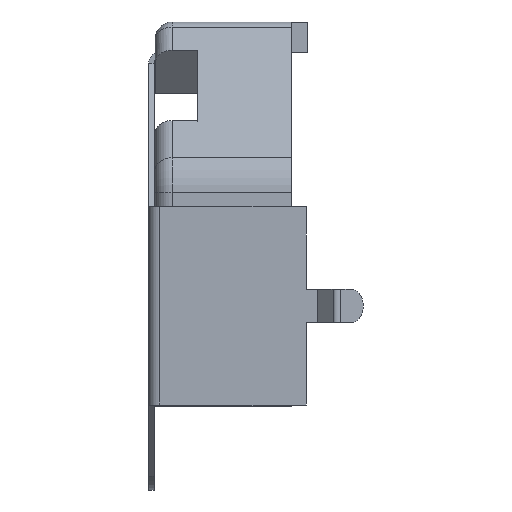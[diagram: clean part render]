
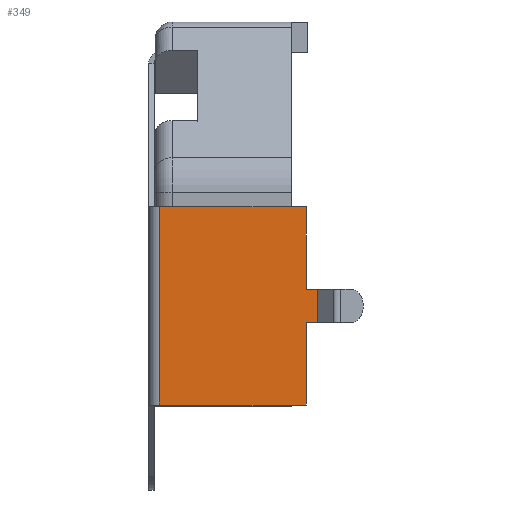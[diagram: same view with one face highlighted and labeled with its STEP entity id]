
A CAD part, left-side view. The second image highlights one B-rep face of the part: STEP entity #349.
In plain terms, the highlighted planar face has unit normal (-1, 0, 0).
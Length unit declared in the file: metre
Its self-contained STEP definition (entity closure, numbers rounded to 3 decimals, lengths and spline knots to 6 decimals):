
#349 = ADVANCED_FACE( 'NONE', ( #750 ), #751, .F. );
#750 = FACE_OUTER_BOUND( '', #1217, .T. );
#751 = PLANE( '', #1218 );
#1217 = EDGE_LOOP( '', ( #2047, #2048, #2049, #2050, #2051, #2052, #2053, #2054 ) );
#1218 = AXIS2_PLACEMENT_3D( '', #2055, #2056, #2057 );
#2047 = ORIENTED_EDGE( '', *, *, #3121, .F. );
#2048 = ORIENTED_EDGE( '', *, *, #3134, .T. );
#2049 = ORIENTED_EDGE( '', *, *, #3185, .T. );
#2050 = ORIENTED_EDGE( '', *, *, #3186, .T. );
#2051 = ORIENTED_EDGE( '', *, *, #3101, .T. );
#2052 = ORIENTED_EDGE( '', *, *, #3187, .T. );
#2053 = ORIENTED_EDGE( '', *, *, #3188, .T. );
#2054 = ORIENTED_EDGE( '', *, *, #3189, .T. );
#2055 = CARTESIAN_POINT( '', ( -0.012841, 0.016894, -0.001451 ) );
#2056 = DIRECTION( '', ( 1., 0., 0. ) );
#2057 = DIRECTION( '', ( 0., 0., 1. ) );
#3101 = EDGE_CURVE( 'NONE', #3798, #3803, #3805, .T. );
#3121 = EDGE_CURVE( 'NONE', #3834, #3836, #3837, .T. );
#3134 = EDGE_CURVE( 'NONE', #3834, #3854, #3856, .T. );
#3185 = EDGE_CURVE( 'NONE', #3854, #3930, #3931, .T. );
#3186 = EDGE_CURVE( 'NONE', #3930, #3798, #3932, .T. );
#3187 = EDGE_CURVE( 'NONE', #3803, #3933, #3934, .T. );
#3188 = EDGE_CURVE( 'NONE', #3933, #3935, #3936, .T. );
#3189 = EDGE_CURVE( 'NONE', #3935, #3836, #3937, .T. );
#3798 = VERTEX_POINT( 'NONE', #4753 );
#3803 = VERTEX_POINT( 'NONE', #4760 );
#3805 = LINE( '', #4763, #4764 );
#3834 = VERTEX_POINT( 'NONE', #4805 );
#3836 = VERTEX_POINT( 'NONE', #4807 );
#3837 = LINE( '', #4808, #4809 );
#3854 = VERTEX_POINT( 'NONE', #4842 );
#3856 = LINE( '', #4845, #4846 );
#3930 = VERTEX_POINT( 'NONE', #4954 );
#3931 = LINE( '', #4955, #4956 );
#3932 = LINE( '', #4957, #4958 );
#3933 = VERTEX_POINT( 'NONE', #4959 );
#3934 = LINE( '', #4960, #4961 );
#3935 = VERTEX_POINT( 'NONE', #4962 );
#3936 = LINE( '', #4963, #4964 );
#3937 = LINE( '', #4965, #4966 );
#4753 = CARTESIAN_POINT( '', ( -0.012841, 0.009121, -0.003026 ) );
#4760 = CARTESIAN_POINT( '', ( -0.012841, 0.009121, -0.001451 ) );
#4763 = CARTESIAN_POINT( '', ( -0.012841, 0.009121, -0.001451 ) );
#4764 = VECTOR( '', #5663, 1. );
#4805 = CARTESIAN_POINT( '', ( -0.012841, 0.01664, -0.00695 ) );
#4807 = CARTESIAN_POINT( '', ( -0.012841, 0.01664, 0.002473 ) );
#4808 = CARTESIAN_POINT( '', ( -0.012841, 0.01664, 0.002473 ) );
#4809 = VECTOR( '', #5685, 1. );
#4842 = CARTESIAN_POINT( '', ( -0.012841, 0.009655, -0.00695 ) );
#4845 = CARTESIAN_POINT( '', ( -0.012841, 0.016894, -0.00695 ) );
#4846 = VECTOR( '', #5696, 1. );
#4954 = CARTESIAN_POINT( '', ( -0.012841, 0.009655, -0.003026 ) );
#4955 = CARTESIAN_POINT( '', ( -0.012841, 0.009655, -0.001451 ) );
#4956 = VECTOR( '', #5740, 1. );
#4957 = CARTESIAN_POINT( '', ( -0.012841, 0.016894, -0.003026 ) );
#4958 = VECTOR( '', #5741, 1. );
#4959 = CARTESIAN_POINT( '', ( -0.012841, 0.009655, -0.001451 ) );
#4960 = CARTESIAN_POINT( '', ( -0.012841, 0.016894, -0.001451 ) );
#4961 = VECTOR( '', #5742, 1. );
#4962 = CARTESIAN_POINT( '', ( -0.012841, 0.009655, 0.002473 ) );
#4963 = CARTESIAN_POINT( '', ( -0.012841, 0.009655, -0.001451 ) );
#4964 = VECTOR( '', #5743, 1. );
#4965 = CARTESIAN_POINT( '', ( -0.012841, 0.016894, 0.002473 ) );
#4966 = VECTOR( '', #5744, 1. );
#5663 = DIRECTION( '', ( 0., 0., 1. ) );
#5685 = DIRECTION( '', ( 0., 0., 1. ) );
#5696 = DIRECTION( '', ( 0., -1., 0. ) );
#5740 = DIRECTION( '', ( 0., 0., 1. ) );
#5741 = DIRECTION( '', ( 0., -1., 0. ) );
#5742 = DIRECTION( '', ( 0., 1., 0. ) );
#5743 = DIRECTION( '', ( 0., 0., 1. ) );
#5744 = DIRECTION( '', ( 0., 1., 0. ) );
